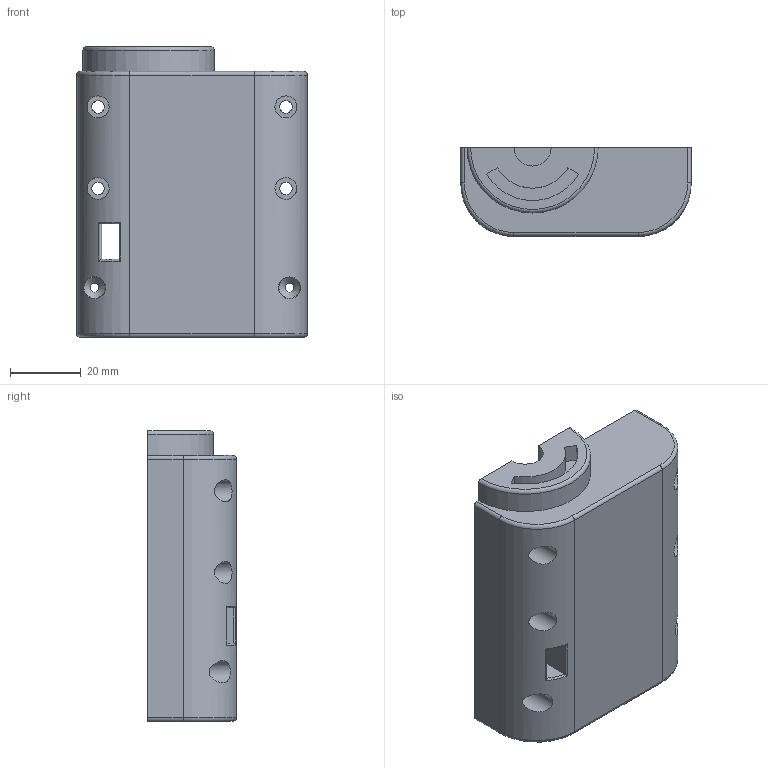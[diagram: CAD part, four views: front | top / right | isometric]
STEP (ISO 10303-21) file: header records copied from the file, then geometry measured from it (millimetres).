
FILE_DESCRIPTION(/* description */ (''),/* implementation_level */ '2;1');
FILE_NAME(/* name */ 'Top.step',/* time_stamp */ '2022-01-25T22:15:49-05:00',/* author */ (''),/* organization */ (''),/* preprocessor_version */ 'ST-DEVELOPER v18.1',/* originating_system */ 'Autodesk Translation Framework v10.13.0.1454',/* authorisation */ '');
FILE_SCHEMA (('AUTOMOTIVE_DESIGN { 1 0 10303 214 3 1 1 }'));
Length unit declared in the file: millimetre
Products named in the file (1): Top
Bounding box: 65 x 25 x 82 mm (x, y, z)
Volume: 83778.3 mm3; surface area: 22346 mm2
Topology: 1 solids, 1 shells, 90 faces, 236 edges, 154 vertices
Faces by surface type: plane 47, cylinder 33, torus 7, cone 2, bspline 1
Full cylindrical faces by diameter (mm): 2.5 x2, 3.5 x4, 6.2 x6
Entity records: 3097 total; most frequent: CARTESIAN_POINT 772, DIRECTION 477, ORIENTED_EDGE 472, EDGE_CURVE 236, AXIS2_PLACEMENT_3D 163, VERTEX_POINT 154, LINE 151, VECTOR 151
